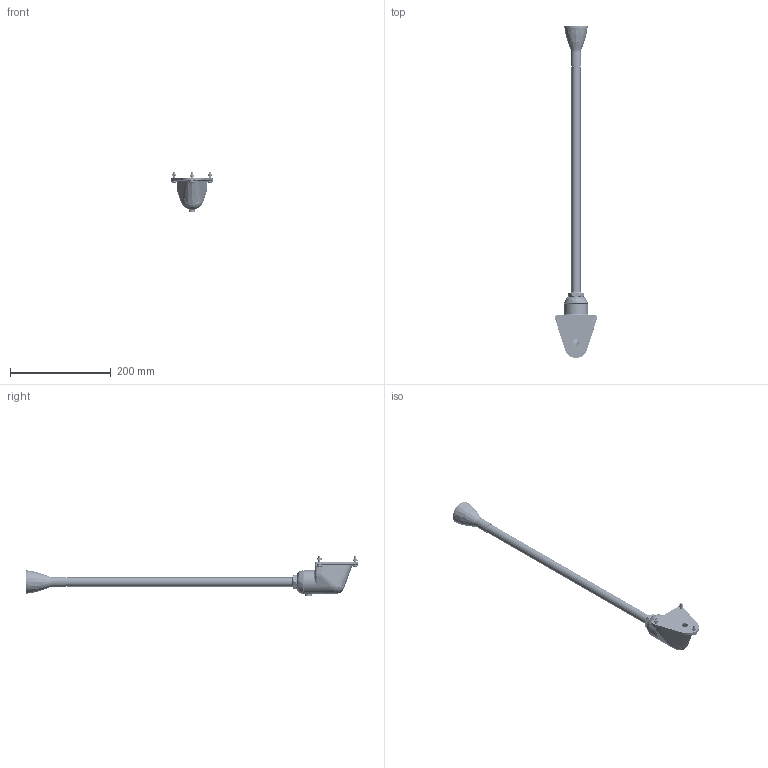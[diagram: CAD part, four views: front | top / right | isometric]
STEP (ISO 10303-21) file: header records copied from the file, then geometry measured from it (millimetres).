
FILE_DESCRIPTION((''),'2;1');
FILE_NAME('192287_ASM','2015-12-17T',('pdmadmin'),(''),'PRO/ENGINEER BY PARAMETRIC TECHNOLOGY CORPORATION, 2013230','PRO/ENGINEER BY PARAMETRIC TECHNOLOGY CORPORATION, 2013230','');
FILE_SCHEMA(('CONFIG_CONTROL_DESIGN'));
Products named in the file (20): 155870; 155870_INSERT_8_32; 155870_ASM; 157442; 157445; 157441; 46903; 33766; 157443; 157362; 157440; 18350---LMBE12RA_ASM; 169295_1_2_NPSM; 169295_FLEXARM_WEBMODEL; 169295_5_8_27; 169295_VINYL_CLAD_WEBMODEL; 172912; 169297; 170704_ASM; 192287_ASM
Assembly tree (27 placements, depth 4):
  192287_ASM
    18350---LMBE12RA_ASM
      155870_ASM
        155870
        155870_INSERT_8_32
      157442
      157445  x3
      157441  x3
      46903  x3
      33766  x3
      157443
      157362
      157440
    170704_ASM
      169295_1_2_NPSM
      169295_FLEXARM_WEBMODEL
      169295_5_8_27
      169295_VINYL_CLAD_WEBMODEL
      172912
      169297
Bounding box: 82.09 x 660.72 x 80 mm (x, y, z)
Volume: 164907.1 mm3; surface area: 185911.5 mm2
Topology: 24 solids, 24 shells, 1214 faces, 2934 edges, 1784 vertices
Faces by surface type: cylinder 367, bspline 352, plane 230, cone 191, torus 60, extrusion 8, sphere 6
Entity records: 101854 total; most frequent: CARTESIAN_POINT 80993, ORIENTED_EDGE 4704, DIRECTION 3455, EDGE_CURVE 2352, VERTEX_POINT 1419, AXIS2_PLACEMENT_3D 1289, EDGE_LOOP 1047, FACE_OUTER_BOUND 985
